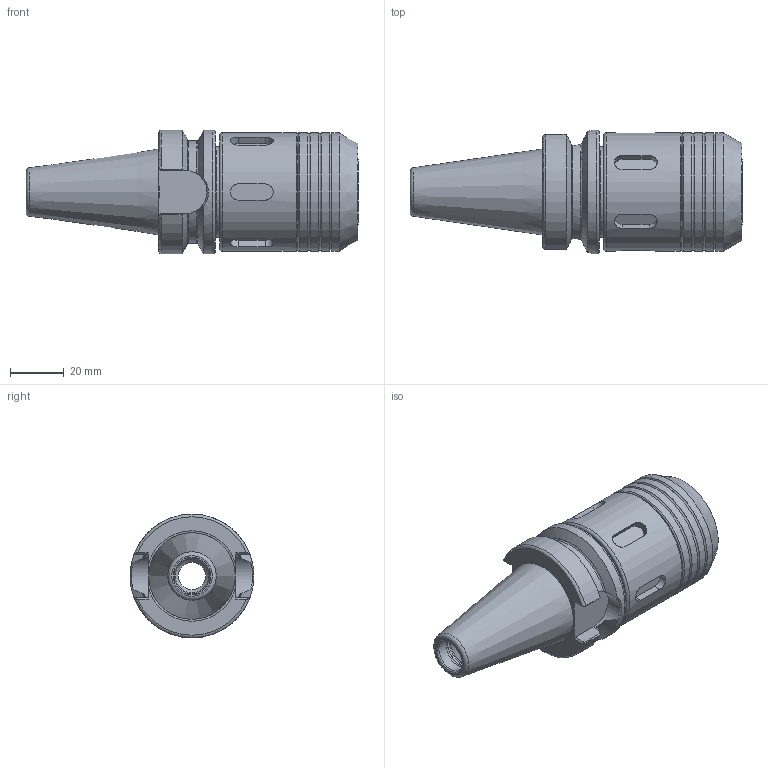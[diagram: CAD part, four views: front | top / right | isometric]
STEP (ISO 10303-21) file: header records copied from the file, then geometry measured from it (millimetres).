
FILE_DESCRIPTION(/* description */ (''),/* implementation_level */ '2;1');
FILE_NAME(/* name */ 'DBT30-BCM20-0295.stp',/* time_stamp */ '2019-07-10T15:43:06-05:00',/* author */ ('ldfli'),/* organization */ ('Pioneer N.A.'),/* preprocessor_version */ 'ST-DEVELOPER v18',/* originating_system */ 'Autodesk Inventor LT',/* authorisation */ '');
FILE_SCHEMA (('AUTOMOTIVE_DESIGN { 1 0 10303 214 3 1 1 }'));
Length unit declared in the file: millimetre
Products named in the file (1): DBT30-BCM20-0295
Bounding box: 123.4 x 46 x 46 mm (x, y, z)
Volume: 101648.8 mm3; surface area: 39082 mm2
Topology: 4 solids, 4 shells, 187 faces, 559 edges, 397 vertices
Faces by surface type: plane 70, cylinder 48, torus 35, cone 24, bspline 10
Full cylindrical faces by diameter (mm): 3.242 x1, 4 x1, 10.2 x1, 12.5 x1, 13.1 x1, 20 x1, 21 x1, 31.987 x1, 32.531 x1, 33.8 x1, 34 x1, 34.322 x1, 35 x2, 35.2 x2, 38.8 x1, 42 x1, 44 x5, 46 x1
Entity records: 7388 total; most frequent: CARTESIAN_POINT 2160, ORIENTED_EDGE 1118, DIRECTION 1113, EDGE_CURVE 559, AXIS2_PLACEMENT_3D 472, VERTEX_POINT 397, CIRCLE 294, EDGE_LOOP 212
